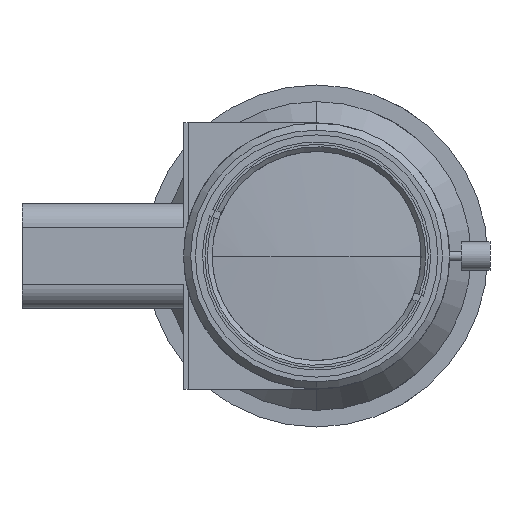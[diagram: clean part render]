
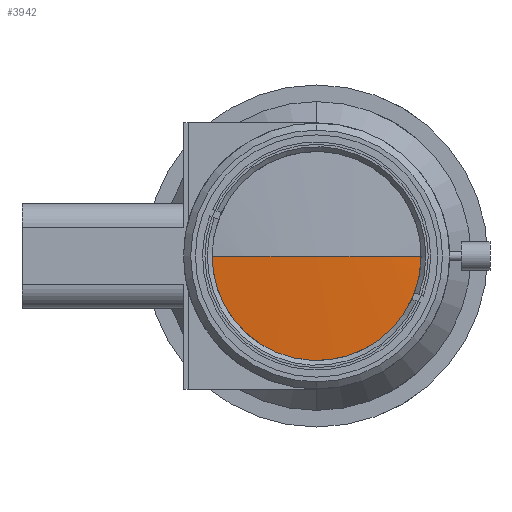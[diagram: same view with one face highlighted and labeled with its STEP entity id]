
A CAD part, left-side view. The second image highlights one B-rep face of the part: STEP entity #3942.
In plain terms, the highlighted spherical face has radius 258.4 mm.
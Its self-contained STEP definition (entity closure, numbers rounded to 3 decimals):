
#94 = CARTESIAN_POINT ( 'NONE',  ( 1.026, -23., 0. ) ) ;
#155 = CIRCLE ( 'NONE', #9582, 258.4 ) ;
#502 = CARTESIAN_POINT ( 'NONE',  ( 258.4, 0., 0. ) ) ;
#832 = ORIENTED_EDGE ( 'NONE', *, *, #7601, .T. ) ;
#968 = CARTESIAN_POINT ( 'NONE',  ( 1.026, 0., 0. ) ) ;
#969 = VERTEX_POINT ( 'NONE', #3215 ) ;
#1426 = DIRECTION ( 'NONE',  ( 0., 1., 0. ) ) ;
#1649 = CIRCLE ( 'NONE', #4019, 23. ) ;
#1891 = DIRECTION ( 'NONE',  ( 0., 0., 1. ) ) ;
#2187 = ORIENTED_EDGE ( 'NONE', *, *, #8760, .T. ) ;
#2355 = CARTESIAN_POINT ( 'NONE',  ( 258.4, 0., 0. ) ) ;
#3215 = CARTESIAN_POINT ( 'NONE',  ( 0., 0., 0. ) ) ;
#3345 = CIRCLE ( 'NONE', #7353, 258.4 ) ;
#3513 = FACE_OUTER_BOUND ( 'NONE', #4372, .T. ) ;
#3818 = ORIENTED_EDGE ( 'NONE', *, *, #9099, .F. ) ;
#3942 = ADVANCED_FACE ( 'NONE', ( #3513 ), #8021, .T. ) ;
#4019 = AXIS2_PLACEMENT_3D ( 'NONE', #968, #7332, #1891 ) ;
#4176 = DIRECTION ( 'NONE',  ( 0., 1., 0. ) ) ;
#4201 = VERTEX_POINT ( 'NONE', #9924 ) ;
#4372 = EDGE_LOOP ( 'NONE', ( #832, #2187, #3818 ) ) ;
#4928 = CARTESIAN_POINT ( 'NONE',  ( 258.4, 0., 0. ) ) ;
#5833 = DIRECTION ( 'NONE',  ( 1., 0., 0. ) ) ;
#5969 = DIRECTION ( 'NONE',  ( 0., 0., -1. ) ) ;
#6859 = DIRECTION ( 'NONE',  ( 0., 0., -1. ) ) ;
#7332 = DIRECTION ( 'NONE',  ( -1., 0., 0. ) ) ;
#7353 = AXIS2_PLACEMENT_3D ( 'NONE', #502, #6859, #1426 ) ;
#7601 = EDGE_CURVE ( 'NONE', #4201, #9263, #1649, .T. ) ;
#8021 = SPHERICAL_SURFACE ( 'NONE', #11416, 258.4 ) ;
#8760 = EDGE_CURVE ( 'NONE', #9263, #969, #3345, .T. ) ;
#9099 = EDGE_CURVE ( 'NONE', #4201, #969, #155, .T. ) ;
#9263 = VERTEX_POINT ( 'NONE', #94 ) ;
#9582 = AXIS2_PLACEMENT_3D ( 'NONE', #4928, #11239, #5833 ) ;
#9924 = CARTESIAN_POINT ( 'NONE',  ( 1.026, 23., 0. ) ) ;
#11239 = DIRECTION ( 'NONE',  ( 0., 0., 1. ) ) ;
#11416 = AXIS2_PLACEMENT_3D ( 'NONE', #2355, #5969, #4176 ) ;
